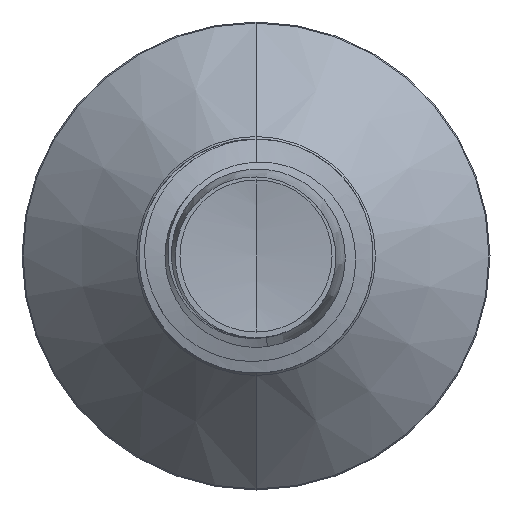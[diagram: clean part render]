
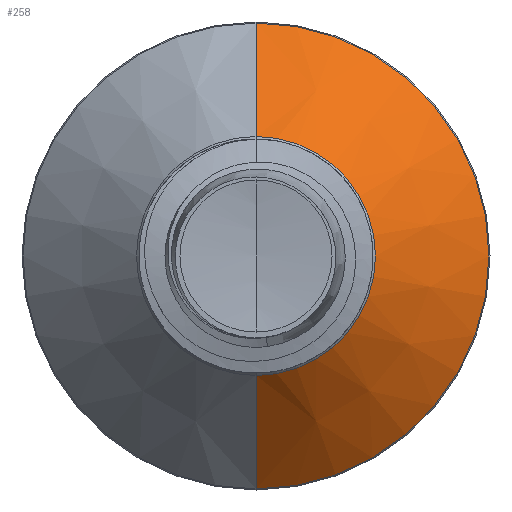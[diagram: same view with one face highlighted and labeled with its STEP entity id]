
A CAD part, front view. The second image highlights one B-rep face of the part: STEP entity #258.
In plain terms, the highlighted conical face has half-angle 45 degrees and reference radius 2.042 mm.
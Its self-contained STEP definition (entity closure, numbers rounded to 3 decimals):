
#258 = ADVANCED_FACE ( 'NONE', ( #16145 ), #15309, .T. ) ;
#757 = CARTESIAN_POINT ( 'NONE',  ( 0., 5.342, -2.042 ) ) ;
#1162 = CARTESIAN_POINT ( 'NONE',  ( 0., 7.282, 3.982 ) ) ;
#1822 = VERTEX_POINT ( 'NONE', #1162 ) ;
#2086 = DIRECTION ( 'NONE',  ( 0., 0., 1. ) ) ;
#2111 = DIRECTION ( 'NONE',  ( 0., 0.707, -0.707 ) ) ;
#2298 = CARTESIAN_POINT ( 'NONE',  ( 0., 5.342, 0. ) ) ;
#2587 = CARTESIAN_POINT ( 'NONE',  ( 0., 5.342, 0. ) ) ;
#3254 = CARTESIAN_POINT ( 'NONE',  ( 0., 7.282, 0. ) ) ;
#3965 = DIRECTION ( 'NONE',  ( 0., 0., 1. ) ) ;
#4300 = EDGE_CURVE ( 'NONE', #1822, #13763, #10046, .T. ) ;
#4642 = DIRECTION ( 'NONE',  ( 0., 0., 1. ) ) ;
#5172 = ORIENTED_EDGE ( 'NONE', *, *, #8017, .T. ) ;
#5984 = DIRECTION ( 'NONE',  ( 0., 1., 0. ) ) ;
#8017 = EDGE_CURVE ( 'NONE', #12383, #13763, #14378, .T. ) ;
#8132 = AXIS2_PLACEMENT_3D ( 'NONE', #2298, #5984, #2086 ) ;
#8661 = DIRECTION ( 'NONE',  ( 0., 0.707, 0.707 ) ) ;
#8788 = ORIENTED_EDGE ( 'NONE', *, *, #4300, .F. ) ;
#9602 = CIRCLE ( 'NONE', #11242, 2.042 ) ;
#9615 = LINE ( 'NONE', #16619, #16725 ) ;
#10046 = CIRCLE ( 'NONE', #14512, 3.982 ) ;
#10495 = VERTEX_POINT ( 'NONE', #16784 ) ;
#11242 = AXIS2_PLACEMENT_3D ( 'NONE', #2587, #12021, #3965 ) ;
#12021 = DIRECTION ( 'NONE',  ( 0., 1., 0. ) ) ;
#12383 = VERTEX_POINT ( 'NONE', #12586 ) ;
#12417 = EDGE_CURVE ( 'NONE', #10495, #1822, #9615, .T. ) ;
#12501 = CARTESIAN_POINT ( 'NONE',  ( 0., 7.282, -3.982 ) ) ;
#12586 = CARTESIAN_POINT ( 'NONE',  ( 0., 5.342, -2.042 ) ) ;
#12677 = DIRECTION ( 'NONE',  ( 0., 1., 0. ) ) ;
#13763 = VERTEX_POINT ( 'NONE', #12501 ) ;
#14378 = LINE ( 'NONE', #757, #17099 ) ;
#14512 = AXIS2_PLACEMENT_3D ( 'NONE', #3254, #12677, #4642 ) ;
#14827 = EDGE_CURVE ( 'NONE', #10495, #12383, #9602, .T. ) ;
#15219 = EDGE_LOOP ( 'NONE', ( #15442, #5172, #8788, #15864 ) ) ;
#15309 = CONICAL_SURFACE ( 'NONE', #8132, 2.042, 0.785 ) ;
#15442 = ORIENTED_EDGE ( 'NONE', *, *, #14827, .T. ) ;
#15864 = ORIENTED_EDGE ( 'NONE', *, *, #12417, .F. ) ;
#16145 = FACE_OUTER_BOUND ( 'NONE', #15219, .T. ) ;
#16619 = CARTESIAN_POINT ( 'NONE',  ( 0., 5.342, 2.042 ) ) ;
#16725 = VECTOR ( 'NONE', #8661, 1000. ) ;
#16784 = CARTESIAN_POINT ( 'NONE',  ( 0., 5.342, 2.042 ) ) ;
#17099 = VECTOR ( 'NONE', #2111, 1000. ) ;
